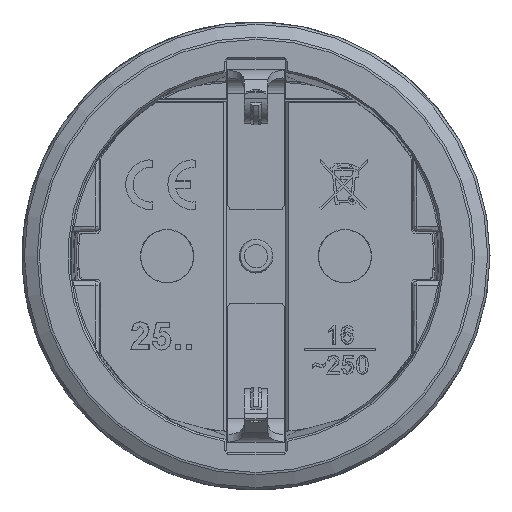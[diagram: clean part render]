
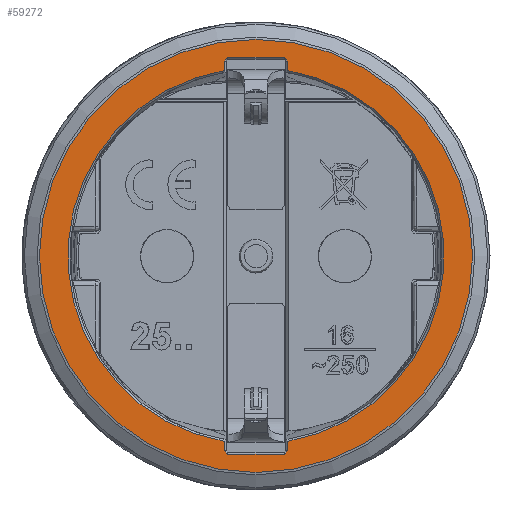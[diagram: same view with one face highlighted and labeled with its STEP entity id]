
A CAD part, top view. The second image highlights one B-rep face of the part: STEP entity #59272.
In plain terms, the highlighted planar face has unit normal (0, 0, 1).
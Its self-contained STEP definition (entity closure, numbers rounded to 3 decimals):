
#656 = CARTESIAN_POINT ( 'NONE',  ( 3.4, 21.034, 34.2 ) ) ;
#1010 = ORIENTED_EDGE ( 'NONE', *, *, #39629, .T. ) ;
#1251 = CARTESIAN_POINT ( 'NONE',  ( -3., -21.2, 34.2 ) ) ;
#1304 = DIRECTION ( 'NONE',  ( 0., 0., -1. ) ) ;
#1553 = AXIS2_PLACEMENT_3D ( 'NONE', #8132, #43938, #65938 ) ;
#2419 = EDGE_CURVE ( 'NONE', #35851, #68105, #51987, .T. ) ;
#3121 = AXIS2_PLACEMENT_3D ( 'NONE', #15115, #10799, #71352 ) ;
#4221 = EDGE_CURVE ( 'NONE', #68215, #36572, #21114, .T. ) ;
#5581 = CARTESIAN_POINT ( 'NONE',  ( -3.4, -19.809, 34.2 ) ) ;
#6043 = CARTESIAN_POINT ( 'NONE',  ( 3., 21.2, 34.2 ) ) ;
#7429 = CARTESIAN_POINT ( 'NONE',  ( 0., 0., 34.2 ) ) ;
#7431 =( BOUNDED_CURVE ( )  B_SPLINE_CURVE ( 3, ( #24613, #68597, #40837, #24979 ),
 .UNSPECIFIED., .F., .F. ) 
 B_SPLINE_CURVE_WITH_KNOTS ( ( 4, 4 ),
 ( 4.712, 6.283 ),
 .UNSPECIFIED. ) 
 CURVE ( )  GEOMETRIC_REPRESENTATION_ITEM ( )  RATIONAL_B_SPLINE_CURVE ( ( 1., 0.805, 0.805, 1. ) ) 
 REPRESENTATION_ITEM ( '' )  );
#7624 = DIRECTION ( 'NONE',  ( 0., -1., 0. ) ) ;
#8132 = CARTESIAN_POINT ( 'NONE',  ( 0., 0., 34.2 ) ) ;
#8918 = VERTEX_POINT ( 'NONE', #20433 ) ;
#10028 = CARTESIAN_POINT ( 'NONE',  ( -3., 21.2, 34.2 ) ) ;
#10725 = CARTESIAN_POINT ( 'NONE',  ( -3.4, 21.034, 34.2 ) ) ;
#10799 = DIRECTION ( 'NONE',  ( 0., 0., 1. ) ) ;
#13201 = DIRECTION ( 'NONE',  ( 0., -1., 0. ) ) ;
#13312 = EDGE_CURVE ( 'NONE', #39289, #35851, #35604, .T. ) ;
#13826 = DIRECTION ( 'NONE',  ( 0., 0., -1. ) ) ;
#14185 = CARTESIAN_POINT ( 'NONE',  ( 0., 0., 34.2 ) ) ;
#14302 = AXIS2_PLACEMENT_3D ( 'NONE', #14185, #13826, #42628 ) ;
#15044 = EDGE_CURVE ( 'NONE', #54748, #46315, #7431, .T. ) ;
#15115 = CARTESIAN_POINT ( 'NONE',  ( 0., 23.268, 34.2 ) ) ;
#16732 = VECTOR ( 'NONE', #70785, 1000. ) ;
#17016 = VERTEX_POINT ( 'NONE', #5581 ) ;
#17326 = EDGE_CURVE ( 'NONE', #17016, #68215, #29288, .T. ) ;
#18010 = CARTESIAN_POINT ( 'NONE',  ( 3.2, 21.2, 34.2 ) ) ;
#18186 = CARTESIAN_POINT ( 'NONE',  ( -3.4, -21.034, 34.2 ) ) ;
#19263 = CARTESIAN_POINT ( 'NONE',  ( -3.4, -20.8, 34.2 ) ) ;
#20061 = ORIENTED_EDGE ( 'NONE', *, *, #54315, .T. ) ;
#20433 = CARTESIAN_POINT ( 'NONE',  ( -3.4, -20.8, 34.2 ) ) ;
#20934 = EDGE_CURVE ( 'NONE', #39289, #60604, #68268, .T. ) ;
#20937 = VECTOR ( 'NONE', #69729, 1000. ) ;
#21114 = LINE ( 'NONE', #49557, #22088 ) ;
#21346 = ORIENTED_EDGE ( 'NONE', *, *, #21454, .T. ) ;
#21454 = EDGE_CURVE ( 'NONE', #54748, #38505, #25754, .T. ) ;
#22088 = VECTOR ( 'NONE', #49918, 1000. ) ;
#23449 = EDGE_CURVE ( 'NONE', #8918, #17016, #48092, .T. ) ;
#24316 = ORIENTED_EDGE ( 'NONE', *, *, #54174, .F. ) ;
#24613 = CARTESIAN_POINT ( 'NONE',  ( 3., -21.2, 34.2 ) ) ;
#24979 = CARTESIAN_POINT ( 'NONE',  ( 3.4, -20.8, 34.2 ) ) ;
#25754 = LINE ( 'NONE', #69372, #20937 ) ;
#26575 = CARTESIAN_POINT ( 'NONE',  ( 3., 21.2, 34.2 ) ) ;
#26680 = CARTESIAN_POINT ( 'NONE',  ( -3., 21.2, 34.2 ) ) ;
#27680 = CARTESIAN_POINT ( 'NONE',  ( 3.4, 20.8, 34.2 ) ) ;
#28042 = CARTESIAN_POINT ( 'NONE',  ( 3.234, 21.2, 34.2 ) ) ;
#29288 = CIRCLE ( 'NONE', #14302, 20.098 ) ;
#30636 = ORIENTED_EDGE ( 'NONE', *, *, #15044, .F. ) ;
#31728 = FACE_BOUND ( 'NONE', #68444, .T. ) ;
#31751 = CARTESIAN_POINT ( 'NONE',  ( -3., -21.2, 34.2 ) ) ;
#32536 = VECTOR ( 'NONE', #69381, 1000. ) ;
#34659 = CARTESIAN_POINT ( 'NONE',  ( 3.4, -21., 34.2 ) ) ;
#35140 = CARTESIAN_POINT ( 'NONE',  ( 3.4, -19.809, 34.2 ) ) ;
#35604 = LINE ( 'NONE', #61593, #45389 ) ;
#35851 = VERTEX_POINT ( 'NONE', #35964 ) ;
#35964 = CARTESIAN_POINT ( 'NONE',  ( 3.4, 19.809, 34.2 ) ) ;
#36572 = VERTEX_POINT ( 'NONE', #42614 ) ;
#37791 = CARTESIAN_POINT ( 'NONE',  ( -3.234, 21.2, 34.2 ) ) ;
#38505 = VERTEX_POINT ( 'NONE', #31751 ) ;
#39289 = VERTEX_POINT ( 'NONE', #55574 ) ;
#39629 = EDGE_CURVE ( 'NONE', #57131, #57131, #40691, .T. ) ;
#40484 = EDGE_CURVE ( 'NONE', #49714, #36572, #43488, .T. ) ;
#40691 = CIRCLE ( 'NONE', #1553, 23.134 ) ;
#40837 = CARTESIAN_POINT ( 'NONE',  ( 3.4, -21.034, 34.2 ) ) ;
#40978 = VECTOR ( 'NONE', #7624, 1000. ) ;
#42614 = CARTESIAN_POINT ( 'NONE',  ( -3.4, 20.8, 34.2 ) ) ;
#42628 = DIRECTION ( 'NONE',  ( 0., -1., 0. ) ) ;
#43488 =( BOUNDED_CURVE ( )  B_SPLINE_CURVE ( 3, ( #10028, #37791, #10725, #49295 ),
 .UNSPECIFIED., .F., .T. ) 
 B_SPLINE_CURVE_WITH_KNOTS ( ( 4, 4 ),
 ( 1.571, 3.142 ),
 .UNSPECIFIED. ) 
 CURVE ( )  GEOMETRIC_REPRESENTATION_ITEM ( )  RATIONAL_B_SPLINE_CURVE ( ( 1., 0.805, 0.805, 1. ) ) 
 REPRESENTATION_ITEM ( '' )  );
#43763 = LINE ( 'NONE', #34659, #40978 ) ;
#43938 = DIRECTION ( 'NONE',  ( 0., 0., 1. ) ) ;
#45307 = CARTESIAN_POINT ( 'NONE',  ( 3., -21.2, 34.2 ) ) ;
#45389 = VECTOR ( 'NONE', #57598, 1000. ) ;
#46248 = CARTESIAN_POINT ( 'NONE',  ( 0., -23.134, 34.2 ) ) ;
#46315 = VERTEX_POINT ( 'NONE', #61823 ) ;
#48092 = LINE ( 'NONE', #53142, #32536 ) ;
#48773 = ORIENTED_EDGE ( 'NONE', *, *, #4221, .T. ) ;
#48776 = LINE ( 'NONE', #18010, #16732 ) ;
#49174 =( BOUNDED_CURVE ( )  B_SPLINE_CURVE ( 3, ( #19263, #18186, #51703, #1251 ),
 .UNSPECIFIED., .F., .F. ) 
 B_SPLINE_CURVE_WITH_KNOTS ( ( 4, 4 ),
 ( 0., 1.571 ),
 .UNSPECIFIED. ) 
 CURVE ( )  GEOMETRIC_REPRESENTATION_ITEM ( )  RATIONAL_B_SPLINE_CURVE ( ( 1., 0.805, 0.805, 1. ) ) 
 REPRESENTATION_ITEM ( '' )  );
#49295 = CARTESIAN_POINT ( 'NONE',  ( -3.4, 20.8, 34.2 ) ) ;
#49364 = PLANE ( 'NONE',  #3121 ) ;
#49557 = CARTESIAN_POINT ( 'NONE',  ( -3.4, 21., 34.2 ) ) ;
#49714 = VERTEX_POINT ( 'NONE', #26680 ) ;
#49918 = DIRECTION ( 'NONE',  ( 0., 1., 0. ) ) ;
#51703 = CARTESIAN_POINT ( 'NONE',  ( -3.234, -21.2, 34.2 ) ) ;
#51872 = ORIENTED_EDGE ( 'NONE', *, *, #20934, .F. ) ;
#51987 = CIRCLE ( 'NONE', #62348, 20.098 ) ;
#53142 = CARTESIAN_POINT ( 'NONE',  ( -3.4, -19.641, 34.2 ) ) ;
#53964 = ORIENTED_EDGE ( 'NONE', *, *, #13312, .T. ) ;
#54174 = EDGE_CURVE ( 'NONE', #8918, #38505, #49174, .T. ) ;
#54315 = EDGE_CURVE ( 'NONE', #49714, #60604, #48776, .T. ) ;
#54748 = VERTEX_POINT ( 'NONE', #45307 ) ;
#55033 = ORIENTED_EDGE ( 'NONE', *, *, #17326, .T. ) ;
#55574 = CARTESIAN_POINT ( 'NONE',  ( 3.4, 20.8, 34.2 ) ) ;
#57131 = VERTEX_POINT ( 'NONE', #46248 ) ;
#57565 = ORIENTED_EDGE ( 'NONE', *, *, #2419, .T. ) ;
#57598 = DIRECTION ( 'NONE',  ( 0., -1., 0. ) ) ;
#58825 = ORIENTED_EDGE ( 'NONE', *, *, #59766, .T. ) ;
#59272 = ADVANCED_FACE ( 'NONE', ( #60560, #31728 ), #49364, .T. ) ;
#59766 = EDGE_CURVE ( 'NONE', #68105, #46315, #43763, .T. ) ;
#60560 = FACE_OUTER_BOUND ( 'NONE', #60606, .T. ) ;
#60604 = VERTEX_POINT ( 'NONE', #26575 ) ;
#60606 = EDGE_LOOP ( 'NONE', ( #1010 ) ) ;
#61593 = CARTESIAN_POINT ( 'NONE',  ( 3.4, 19.641, 34.2 ) ) ;
#61823 = CARTESIAN_POINT ( 'NONE',  ( 3.4, -20.8, 34.2 ) ) ;
#62130 = ORIENTED_EDGE ( 'NONE', *, *, #23449, .T. ) ;
#62348 = AXIS2_PLACEMENT_3D ( 'NONE', #7429, #1304, #13201 ) ;
#64300 = CARTESIAN_POINT ( 'NONE',  ( -3.4, 19.809, 34.2 ) ) ;
#64766 = ORIENTED_EDGE ( 'NONE', *, *, #40484, .F. ) ;
#65938 = DIRECTION ( 'NONE',  ( 0., -1., 0. ) ) ;
#68105 = VERTEX_POINT ( 'NONE', #35140 ) ;
#68215 = VERTEX_POINT ( 'NONE', #64300 ) ;
#68268 =( BOUNDED_CURVE ( )  B_SPLINE_CURVE ( 3, ( #27680, #656, #28042, #6043 ),
 .UNSPECIFIED., .F., .F. ) 
 B_SPLINE_CURVE_WITH_KNOTS ( ( 4, 4 ),
 ( 3.142, 4.712 ),
 .UNSPECIFIED. ) 
 CURVE ( )  GEOMETRIC_REPRESENTATION_ITEM ( )  RATIONAL_B_SPLINE_CURVE ( ( 1., 0.805, 0.805, 1. ) ) 
 REPRESENTATION_ITEM ( '' )  );
#68444 = EDGE_LOOP ( 'NONE', ( #51872, #53964, #57565, #58825, #30636, #21346, #24316, #62130, #55033, #48773, #64766, #20061 ) ) ;
#68597 = CARTESIAN_POINT ( 'NONE',  ( 3.234, -21.2, 34.2 ) ) ;
#69372 = CARTESIAN_POINT ( 'NONE',  ( -3.2, -21.2, 34.2 ) ) ;
#69381 = DIRECTION ( 'NONE',  ( 0., 1., 0. ) ) ;
#69729 = DIRECTION ( 'NONE',  ( -1., 0., 0. ) ) ;
#70785 = DIRECTION ( 'NONE',  ( 1., 0., 0. ) ) ;
#71352 = DIRECTION ( 'NONE',  ( 0., -1., 0. ) ) ;
